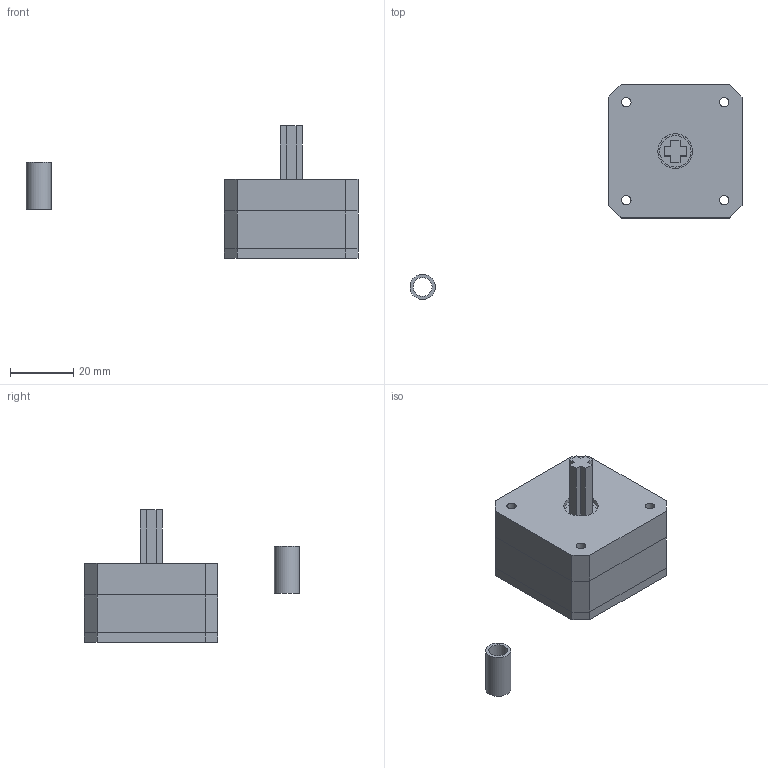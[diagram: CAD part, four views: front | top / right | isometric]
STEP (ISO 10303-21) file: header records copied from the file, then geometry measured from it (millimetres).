
FILE_DESCRIPTION(('HOOPS Exchange Step'),'2;1');
FILE_NAME('temp_export','2024-08-28T17:34:58-04:00',('29752'),('Shapr3D Limited'),'HOOPS Exchange 2024.2','Shapr3D','Authorized');
FILE_SCHEMA( ('AP242_MANAGED_MODEL_BASED_3D_ENGINEERING_MIM_LF {1 0 10303 442 1 1 4 }') );
Length unit declared in the file: millimetre
Products named in the file (6): Level1; Level3; Level2; 齿轮组; 外壳; root
Assembly tree (5 placements, depth 3):
  root
    齿轮组
      Level1
      Level3
      Level2
    外壳
Bounding box: 105.15 x 68.15 x 42 mm (x, y, z)
Volume: 36476 mm3; surface area: 27691.1 mm2
Topology: 20 solids, 20 shells, 1729 faces, 5097 edges, 3425 vertices
Faces by surface type: cylinder 1005, plane 724
Full cylindrical faces by diameter (mm): 2.6 x6, 2.7 x3, 3 x21, 5.2 x6, 6 x1, 8 x1, 10 x2, 11 x1, 22.042 x3, 22.2 x1, 30 x1, 34 x1, 34.1 x1, 34.5 x1
Entity records: 58926 total; most frequent: DIRECTION 10738, CARTESIAN_POINT 10263, ORIENTED_EDGE 10194, EDGE_CURVE 5097, AXIS2_PLACEMENT_3D 3900, VERTEX_POINT 3425, VECTOR 2938, LINE 2938
